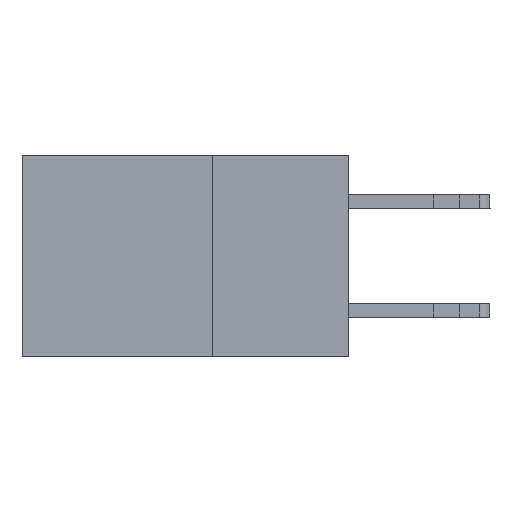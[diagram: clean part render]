
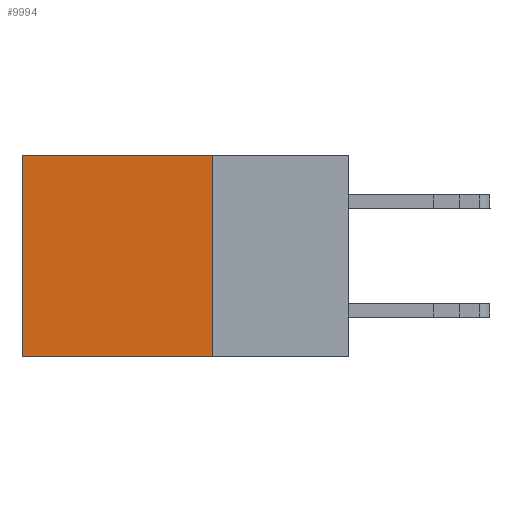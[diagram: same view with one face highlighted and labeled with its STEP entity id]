
A CAD part, left-side view. The second image highlights one B-rep face of the part: STEP entity #9994.
In plain terms, the highlighted planar face has unit normal (-1, 0, 0).
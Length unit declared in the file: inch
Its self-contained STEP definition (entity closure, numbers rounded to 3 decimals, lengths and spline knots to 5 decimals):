
#582 = EDGE_CURVE ( 'NONE', #1838, #9556, #1873, .T. ) ;
#859 = ORIENTED_EDGE ( 'NONE', *, *, #582, .T. ) ;
#922 = LINE ( 'NONE', #12701, #4045 ) ;
#1176 = LINE ( 'NONE', #6079, #3732 ) ;
#1838 = VERTEX_POINT ( 'NONE', #6339 ) ;
#1873 = LINE ( 'NONE', #6832, #3602 ) ;
#2333 = VERTEX_POINT ( 'NONE', #6373 ) ;
#2906 = ORIENTED_EDGE ( 'NONE', *, *, #12239, .T. ) ;
#3403 = EDGE_CURVE ( 'NONE', #1838, #2333, #922, .T. ) ;
#3602 = VECTOR ( 'NONE', #4000, 39.37008 ) ;
#3732 = VECTOR ( 'NONE', #5244, 39.37008 ) ;
#3811 = VERTEX_POINT ( 'NONE', #10527 ) ;
#4000 = DIRECTION ( 'NONE',  ( 0., 1., 0. ) ) ;
#4045 = VECTOR ( 'NONE', #6856, 39.37008 ) ;
#4317 = FACE_OUTER_BOUND ( 'NONE', #8715, .T. ) ;
#5090 = CARTESIAN_POINT ( 'NONE',  ( 0.2615, 0.25, -0.37 ) ) ;
#5244 = DIRECTION ( 'NONE',  ( 0., 0., -1. ) ) ;
#5565 = CARTESIAN_POINT ( 'NONE',  ( 0.2615, 0.25, -0.37 ) ) ;
#5940 = CARTESIAN_POINT ( 'NONE',  ( 0.2615, 0.6, 0. ) ) ;
#6079 = CARTESIAN_POINT ( 'NONE',  ( 0.2615, 0.6, -0.37 ) ) ;
#6339 = CARTESIAN_POINT ( 'NONE',  ( 0.2615, 0.25, 0. ) ) ;
#6373 = CARTESIAN_POINT ( 'NONE',  ( 0.2615, 0.25, -0.37 ) ) ;
#6832 = CARTESIAN_POINT ( 'NONE',  ( 0.2615, 0.25, 0. ) ) ;
#6856 = DIRECTION ( 'NONE',  ( 0., 0., -1. ) ) ;
#7356 = ORIENTED_EDGE ( 'NONE', *, *, #3403, .F. ) ;
#8311 = DIRECTION ( 'NONE',  ( 0., 0., -1. ) ) ;
#8715 = EDGE_LOOP ( 'NONE', ( #2906, #11238, #7356, #859 ) ) ;
#9495 = LINE ( 'NONE', #5565, #11333 ) ;
#9556 = VERTEX_POINT ( 'NONE', #5940 ) ;
#9994 = ADVANCED_FACE ( 'NONE', ( #4317 ), #10108, .F. ) ;
#10108 = PLANE ( 'NONE',  #12327 ) ;
#10273 = DIRECTION ( 'NONE',  ( 0., 1., 0. ) ) ;
#10527 = CARTESIAN_POINT ( 'NONE',  ( 0.2615, 0.6, -0.37 ) ) ;
#11069 = EDGE_CURVE ( 'NONE', #2333, #3811, #9495, .T. ) ;
#11238 = ORIENTED_EDGE ( 'NONE', *, *, #11069, .F. ) ;
#11333 = VECTOR ( 'NONE', #10273, 39.37008 ) ;
#12159 = DIRECTION ( 'NONE',  ( 1., 0., 0. ) ) ;
#12239 = EDGE_CURVE ( 'NONE', #9556, #3811, #1176, .T. ) ;
#12327 = AXIS2_PLACEMENT_3D ( 'NONE', #5090, #12159, #8311 ) ;
#12701 = CARTESIAN_POINT ( 'NONE',  ( 0.2615, 0.25, -0.37 ) ) ;
